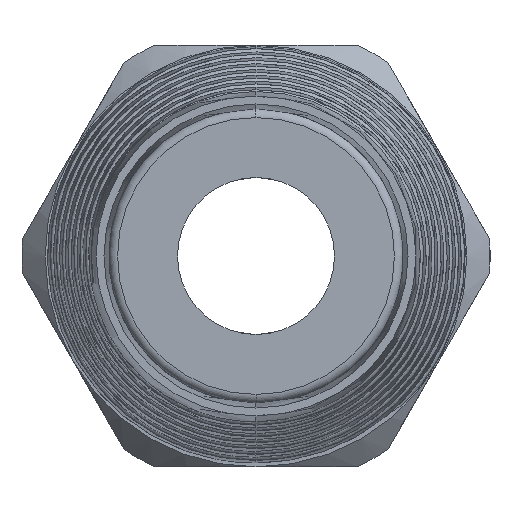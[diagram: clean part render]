
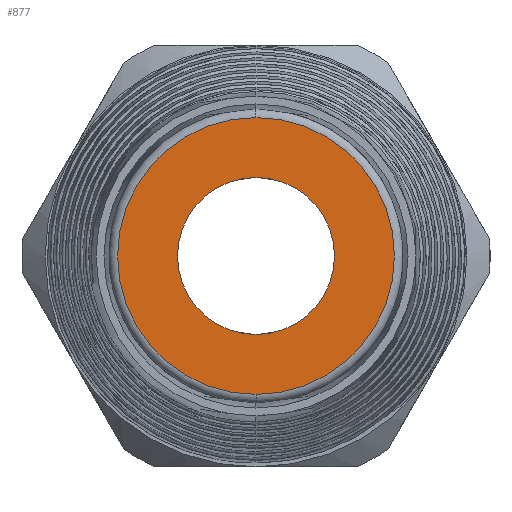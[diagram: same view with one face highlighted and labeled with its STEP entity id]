
A CAD part, left-side view. The second image highlights one B-rep face of the part: STEP entity #877.
In plain terms, the highlighted planar face has unit normal (-1, 0, 0).
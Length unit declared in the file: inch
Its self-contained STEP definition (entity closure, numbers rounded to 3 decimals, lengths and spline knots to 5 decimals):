
#656 = EDGE_CURVE ( 'NONE', #788, #787, #4095, .T. ) ;
#771 = EDGE_CURVE ( 'NONE', #772, #837, #4292, .T. ) ;
#772 = VERTEX_POINT ( 'NONE', #4293 ) ;
#785 = EDGE_CURVE ( 'NONE', #787, #788, #4331, .T. ) ;
#787 = VERTEX_POINT ( 'NONE', #4322 ) ;
#788 = VERTEX_POINT ( 'NONE', #4321 ) ;
#804 = EDGE_CURVE ( 'NONE', #837, #772, #4356, .T. ) ;
#806 = ORIENTED_EDGE ( 'NONE', *, *, #771, .T. ) ;
#808 = EDGE_LOOP ( 'NONE', ( #811, #815 ) ) ;
#811 = ORIENTED_EDGE ( 'NONE', *, *, #785, .F. ) ;
#815 = ORIENTED_EDGE ( 'NONE', *, *, #656, .F. ) ;
#837 = VERTEX_POINT ( 'NONE', #4430 ) ;
#877 = ADVANCED_FACE ( 'NONE', ( #4498, #4497 ), #4496, .T. ) ;
#878 = EDGE_LOOP ( 'NONE', ( #881, #806 ) ) ;
#881 = ORIENTED_EDGE ( 'NONE', *, *, #804, .T. ) ;
#4091 = DIRECTION ( 'NONE',  ( 0., 0., -1. ) ) ;
#4092 = DIRECTION ( 'NONE',  ( 1., 0., 0. ) ) ;
#4093 = CARTESIAN_POINT ( 'NONE',  ( -1.22, 0., 0. ) ) ;
#4094 = AXIS2_PLACEMENT_3D ( 'NONE', #4093, #4092, #4091 ) ;
#4095 = CIRCLE ( 'NONE', #4094, 0.3085 ) ;
#4288 = DIRECTION ( 'NONE',  ( 0., 0., -1. ) ) ;
#4289 = DIRECTION ( 'NONE',  ( 1., 0., 0. ) ) ;
#4290 = CARTESIAN_POINT ( 'NONE',  ( -1.22, 0., 0. ) ) ;
#4291 = AXIS2_PLACEMENT_3D ( 'NONE', #4290, #4289, #4288 ) ;
#4292 = CIRCLE ( 'NONE', #4291, 0.175 ) ;
#4293 = CARTESIAN_POINT ( 'NONE',  ( -1.22, 0., 0.175 ) ) ;
#4321 = CARTESIAN_POINT ( 'NONE',  ( -1.22, 0., 0.3085 ) ) ;
#4322 = CARTESIAN_POINT ( 'NONE',  ( -1.22, 0., -0.3085 ) ) ;
#4327 = DIRECTION ( 'NONE',  ( 0., 0., -1. ) ) ;
#4328 = DIRECTION ( 'NONE',  ( 1., 0., 0. ) ) ;
#4329 = CARTESIAN_POINT ( 'NONE',  ( -1.22, 0., 0. ) ) ;
#4330 = AXIS2_PLACEMENT_3D ( 'NONE', #4329, #4328, #4327 ) ;
#4331 = CIRCLE ( 'NONE', #4330, 0.3085 ) ;
#4353 = DIRECTION ( 'NONE',  ( 1., 0., 0. ) ) ;
#4354 = CARTESIAN_POINT ( 'NONE',  ( -1.22, 0., 0. ) ) ;
#4355 = AXIS2_PLACEMENT_3D ( 'NONE', #4354, #4353, #4415 ) ;
#4356 = CIRCLE ( 'NONE', #4355, 0.175 ) ;
#4415 = DIRECTION ( 'NONE',  ( 0., 0., -1. ) ) ;
#4430 = CARTESIAN_POINT ( 'NONE',  ( -1.22, 0., -0.175 ) ) ;
#4492 = DIRECTION ( 'NONE',  ( 0., 0., 1. ) ) ;
#4493 = DIRECTION ( 'NONE',  ( -1., 0., 0. ) ) ;
#4494 = CARTESIAN_POINT ( 'NONE',  ( -1.22, 0.3085, 0. ) ) ;
#4495 = AXIS2_PLACEMENT_3D ( 'NONE', #4494, #4493, #4492 ) ;
#4496 = PLANE ( 'NONE',  #4495 ) ;
#4497 = FACE_OUTER_BOUND ( 'NONE', #808, .T. ) ;
#4498 = FACE_BOUND ( 'NONE', #878, .T. ) ;
